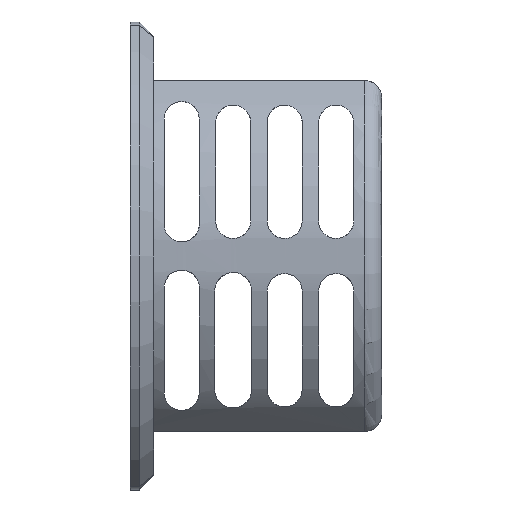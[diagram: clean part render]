
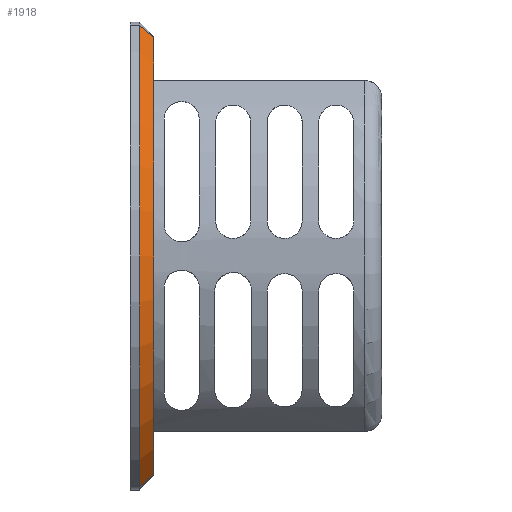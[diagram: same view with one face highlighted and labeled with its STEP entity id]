
A CAD part, left-side view. The second image highlights one B-rep face of the part: STEP entity #1918.
In plain terms, the highlighted conical face has half-angle 45 degrees and reference radius 115 mm.
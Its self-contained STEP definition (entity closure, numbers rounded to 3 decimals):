
#6 = ORIENTED_EDGE ( 'NONE', *, *, #5176, .F. ) ;
#60 = DIRECTION ( 'NONE',  ( -0.364, 0.707, -0.606 ) ) ;
#176 = LINE ( 'NONE', #3620, #9280 ) ;
#352 = CARTESIAN_POINT ( 'NONE',  ( -98.211, 0., 0. ) ) ;
#432 = VERTEX_POINT ( 'NONE', #998 ) ;
#766 = VERTEX_POINT ( 'NONE', #11519 ) ;
#998 = CARTESIAN_POINT ( 'NONE',  ( -157.445, 6., -98.571 ) ) ;
#1588 = VERTEX_POINT ( 'NONE', #8026 ) ;
#1918 = ADVANCED_FACE ( 'NONE', ( #5196 ), #10725, .T. ) ;
#2080 = AXIS2_PLACEMENT_3D ( 'NONE', #352, #8425, #6549 ) ;
#2108 = ORIENTED_EDGE ( 'NONE', *, *, #5124, .F. ) ;
#2505 = DIRECTION ( 'NONE',  ( 0., 0., 1. ) ) ;
#2988 = CARTESIAN_POINT ( 'NONE',  ( -154.355, 0., 93.429 ) ) ;
#3128 = EDGE_CURVE ( 'NONE', #3940, #1588, #5626, .T. ) ;
#3473 = VECTOR ( 'NONE', #4024, 1000. ) ;
#3620 = CARTESIAN_POINT ( 'NONE',  ( -154.355, 0., -93.429 ) ) ;
#3940 = VERTEX_POINT ( 'NONE', #2988 ) ;
#4024 = DIRECTION ( 'NONE',  ( 0.364, -0.707, -0.606 ) ) ;
#4983 = CIRCLE ( 'NONE', #7037, 115. ) ;
#5124 = EDGE_CURVE ( 'NONE', #432, #766, #4983, .T. ) ;
#5176 = EDGE_CURVE ( 'NONE', #766, #3940, #5783, .T. ) ;
#5196 = FACE_OUTER_BOUND ( 'NONE', #5417, .T. ) ;
#5417 = EDGE_LOOP ( 'NONE', ( #8324, #8764, #6, #2108 ) ) ;
#5626 = CIRCLE ( 'NONE', #2080, 109. ) ;
#5722 = DIRECTION ( 'NONE',  ( 0., 0., 1. ) ) ;
#5783 = LINE ( 'NONE', #9352, #3473 ) ;
#6549 = DIRECTION ( 'NONE',  ( 0., 0., 1. ) ) ;
#7037 = AXIS2_PLACEMENT_3D ( 'NONE', #9115, #7418, #5722 ) ;
#7418 = DIRECTION ( 'NONE',  ( 0., 1., 0. ) ) ;
#8026 = CARTESIAN_POINT ( 'NONE',  ( -154.355, 0., -93.429 ) ) ;
#8324 = ORIENTED_EDGE ( 'NONE', *, *, #9112, .F. ) ;
#8425 = DIRECTION ( 'NONE',  ( 0., -1., 0. ) ) ;
#8764 = ORIENTED_EDGE ( 'NONE', *, *, #3128, .F. ) ;
#9112 = EDGE_CURVE ( 'NONE', #1588, #432, #176, .T. ) ;
#9115 = CARTESIAN_POINT ( 'NONE',  ( -98.211, 6., 0. ) ) ;
#9280 = VECTOR ( 'NONE', #60, 1000. ) ;
#9352 = CARTESIAN_POINT ( 'NONE',  ( -157.445, 6., 98.571 ) ) ;
#9791 = AXIS2_PLACEMENT_3D ( 'NONE', #11297, #10528, #2505 ) ;
#10528 = DIRECTION ( 'NONE',  ( 0., 1., 0. ) ) ;
#10725 = CONICAL_SURFACE ( 'NONE', #9791, 115., 0.785 ) ;
#11297 = CARTESIAN_POINT ( 'NONE',  ( -98.211, 6., 0. ) ) ;
#11519 = CARTESIAN_POINT ( 'NONE',  ( -157.445, 6., 98.571 ) ) ;
